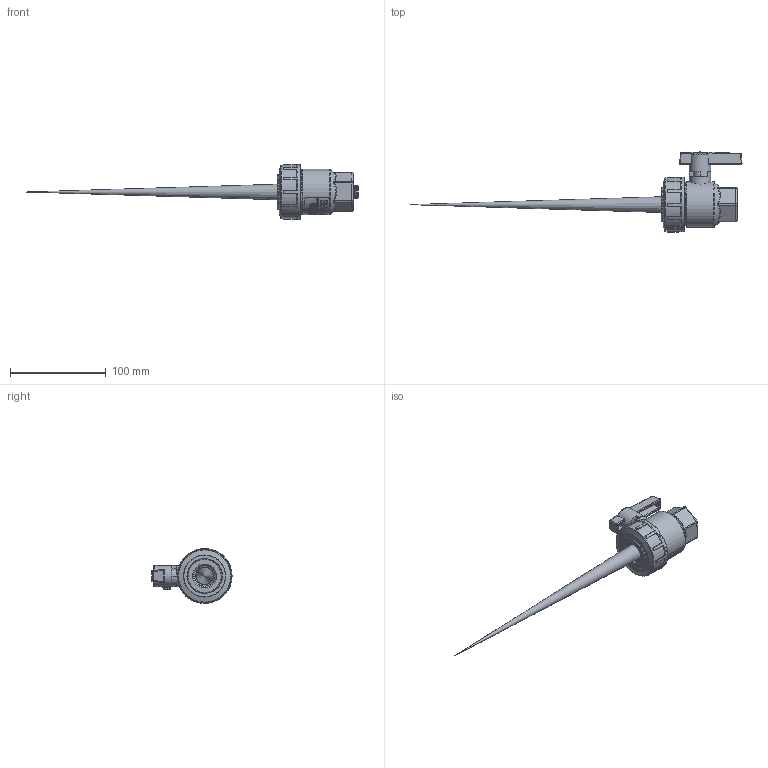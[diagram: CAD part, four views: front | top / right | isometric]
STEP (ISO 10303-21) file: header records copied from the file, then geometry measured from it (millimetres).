
FILE_DESCRIPTION(/* description */ ('1/2" Union Valve'),/* implementation_level */ '2;1');
FILE_NAME(/* name */ 'UV050FP.stp',/* time_stamp */ '2020-05-15T09:22:56-04:00',/* author */ ('CAB'),/* organization */ (''),/* preprocessor_version */ 'ST-DEVELOPER v17.2',/* originating_system */ 'Autodesk Inventor 2019',/* authorisation */ '');
FILE_SCHEMA (('AUTOMOTIVE_DESIGN { 1 0 10303 214 3 1 1 }'));
Length unit declared in the file: inch
Products named in the file (15): UV050FP; UV05254; UV05254_1; UVL1000; UV05256; UV07150; UV07151; UV07255; UV07255M; UVX07255; UV07258; UV15220; UV07163; UV07264; UV07153
Assembly tree (16 placements, depth 4):
  UV050FP
    UV05254
      UV05254_1
      UVL1000
    UV05256
    UV07150
    UV07151
    UV07255
      UV07255M
        UVX07255
    UV07258  x2
    UV15220
    UV07163  x2
    UV07264
    UV07153
Bounding box: 346.28 x 83.48 x 57.14 mm (x, y, z)
Volume: 119048.5 mm3; surface area: 103016 mm2
Topology: 13 solids, 13 shells, 2352 faces, 6296 edges, 4189 vertices
Faces by surface type: plane 1182, bspline 678, cylinder 373, cone 70, torus 35, sphere 14
Full cylindrical faces by diameter (mm): 2.13 x10, 3.505 x8, 8.331 x1, 9.703 x2, 13.995 x3, 14.173 x1, 16.764 x1, 18.466 x1, 19.05 x1, 19.304 x1, 20.066 x2, 22.098 x2, 29.083 x2, 29.286 x1, 29.388 x1, 36.068 x1, 36.83 x1, 37.084 x1, 38.1 x1, 41.275 x1, 42.418 x1, 43.84 x4, 45.161 x4, 47.244 x4, 47.625 x1, 48.031 x5, 55.562 x1, 57.15 x1
Entity records: 121489 total; most frequent: CARTESIAN_POINT 64686, ORIENTED_EDGE 12548, DIRECTION 9542, EDGE_CURVE 6274, VERTEX_POINT 4177, AXIS2_PLACEMENT_3D 3308, LINE 2926, VECTOR 2926
